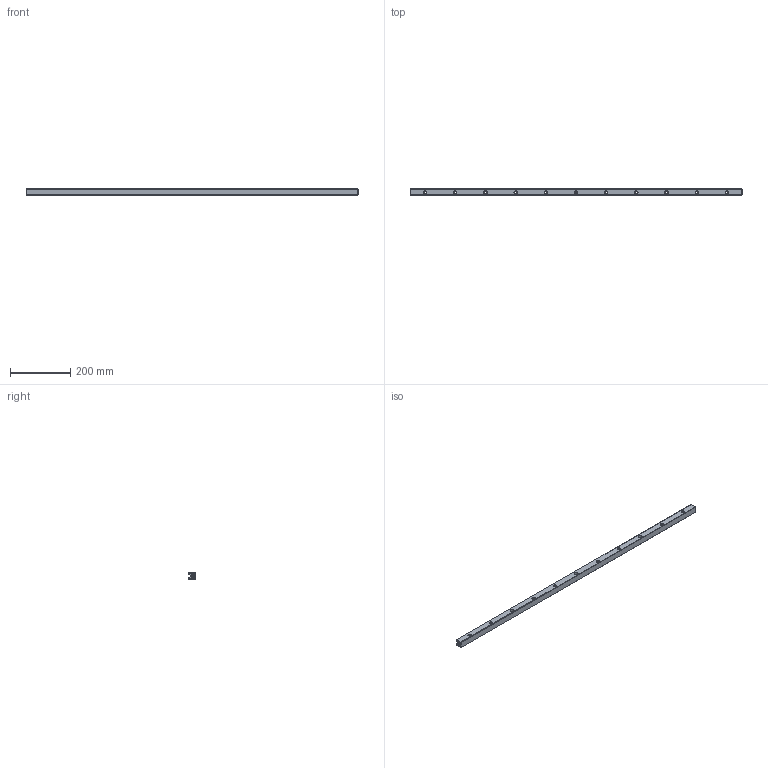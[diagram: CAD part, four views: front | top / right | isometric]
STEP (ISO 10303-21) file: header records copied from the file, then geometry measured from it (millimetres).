
FILE_DESCRIPTION(/* description */ (''),/* implementation_level */ '2;1');
FILE_NAME(/* name */ 'Rail RSDE-91100.stp',/* time_stamp */ '2018-11-12T19:42:25+01:00',/* author */ (''),/* organization */ (''),/* preprocessor_version */ 'ST-DEVELOPER v16.7',/* originating_system */ 'SIEMENS PLM Software NX 12.0',/* authorisation */ '');
FILE_SCHEMA (('AUTOMOTIVE_DESIGN { 1 0 10303 214 3 1 1 1 }'));
Length unit declared in the file: millimetre
Products named in the file (1): 008565_B_1-RSDE-91100
Bounding box: 1100 x 21.3 x 22 mm (x, y, z)
Volume: 460631.2 mm3; surface area: 106570.6 mm2
Topology: 1 solids, 1 shells, 87 faces, 220 edges, 146 vertices
Faces by surface type: plane 37, cone 26, cylinder 24
Full cylindrical faces by diameter (mm): 5.1 x2, 6.8 x11, 11 x11
Entity records: 2244 total; most frequent: DIRECTION 392, CARTESIAN_POINT 354, ORIENTED_EDGE 288, EDGE_LOOP 170, AXIS2_PLACEMENT_3D 160, FACE_BOUND 150, EDGE_CURVE 144, VERTEX_POINT 122
